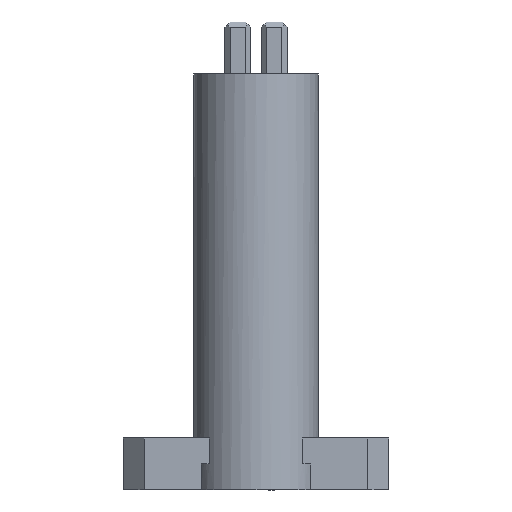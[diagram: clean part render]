
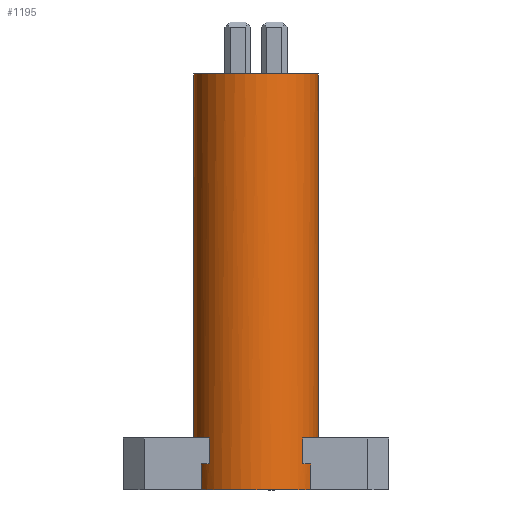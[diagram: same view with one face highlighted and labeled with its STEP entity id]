
A CAD part, left-side view. The second image highlights one B-rep face of the part: STEP entity #1195.
In plain terms, the highlighted cylindrical face has radius 12 mm (diameter 24 mm), a partial arc.
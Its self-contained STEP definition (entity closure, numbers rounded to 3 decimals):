
#1011=AXIS2_PLACEMENT_3D('Circle Axis2P3D',#1009,#1010,$) ;
#1141=AXIS2_PLACEMENT_3D('Cylinder Axis2P3D',#1138,#1139,#1140) ;
#1145=AXIS2_PLACEMENT_3D('Circle Axis2P3D',#1143,#1144,$) ;
#1166=AXIS2_PLACEMENT_3D('Circle Axis2P3D',#1164,#1165,$) ;
#931=CARTESIAN_POINT('Vertex',(-7.937,9.,-70.)) ;
#935=CARTESIAN_POINT('Control Point',(0.,12.,-70.)) ;
#936=CARTESIAN_POINT('Control Point',(-1.188,12.,-70.)) ;
#937=CARTESIAN_POINT('Control Point',(-2.376,11.853,-70.)) ;
#938=CARTESIAN_POINT('Control Point',(-3.54,11.559,-70.)) ;
#939=CARTESIAN_POINT('Control Point',(-5.168,10.924,-70.)) ;
#940=CARTESIAN_POINT('Control Point',(-6.647,10.013,-70.)) ;
#941=CARTESIAN_POINT('Control Point',(-7.097,9.7,-70.)) ;
#942=CARTESIAN_POINT('Control Point',(-7.527,9.362,-70.)) ;
#943=CARTESIAN_POINT('Control Point',(-7.937,9.,-70.)) ;
#944=CARTESIAN_POINT('Vertex',(0.,12.,-70.)) ;
#969=CARTESIAN_POINT('Line Origine',(-7.937,9.,-72.5)) ;
#973=CARTESIAN_POINT('Vertex',(-7.937,9.,-75.)) ;
#1006=CARTESIAN_POINT('Vertex',(-5.809,10.5,-75.)) ;
#1009=CARTESIAN_POINT('Axis2P3D Location',(0.,0.,-75.)) ;
#1038=CARTESIAN_POINT('Vertex',(-5.809,-10.5,-75.)) ;
#1054=CARTESIAN_POINT('Vertex',(-7.937,-9.,-75.)) ;
#1058=CARTESIAN_POINT('Control Point',(-5.809,-10.5,-75.)) ;
#1059=CARTESIAN_POINT('Control Point',(-6.266,-10.247,-75.)) ;
#1060=CARTESIAN_POINT('Control Point',(-6.709,-9.97,-75.)) ;
#1061=CARTESIAN_POINT('Control Point',(-7.136,-9.669,-75.)) ;
#1062=CARTESIAN_POINT('Control Point',(-7.546,-9.345,-75.)) ;
#1063=CARTESIAN_POINT('Control Point',(-7.937,-9.,-75.)) ;
#1088=CARTESIAN_POINT('Vertex',(-7.937,-9.,-70.)) ;
#1091=CARTESIAN_POINT('Line Origine',(-7.937,-9.,-72.5)) ;
#1118=CARTESIAN_POINT('Vertex',(0.,-12.,-70.)) ;
#1122=CARTESIAN_POINT('Control Point',(-7.937,-9.,-70.)) ;
#1123=CARTESIAN_POINT('Control Point',(-7.046,-9.786,-70.)) ;
#1124=CARTESIAN_POINT('Control Point',(-6.058,-10.461,-70.)) ;
#1125=CARTESIAN_POINT('Control Point',(-4.991,-11.01,-70.)) ;
#1126=CARTESIAN_POINT('Control Point',(-3.35,-11.611,-70.)) ;
#1127=CARTESIAN_POINT('Control Point',(-1.638,-11.907,-70.)) ;
#1128=CARTESIAN_POINT('Control Point',(-1.093,-11.969,-70.)) ;
#1129=CARTESIAN_POINT('Control Point',(-0.547,-12.,-70.)) ;
#1130=CARTESIAN_POINT('Control Point',(0.,-12.,-70.)) ;
#1138=CARTESIAN_POINT('Axis2P3D Location',(0.,0.,0.)) ;
#1143=CARTESIAN_POINT('Axis2P3D Location',(0.,0.,0.)) ;
#1147=CARTESIAN_POINT('Vertex',(0.,-12.,0.)) ;
#1149=CARTESIAN_POINT('Vertex',(0.,12.,0.)) ;
#1152=CARTESIAN_POINT('Line Origine',(0.,12.,0.)) ;
#1157=CARTESIAN_POINT('Line Origine',(-5.809,10.5,0.)) ;
#1161=CARTESIAN_POINT('Vertex',(-5.809,10.5,-80.)) ;
#1164=CARTESIAN_POINT('Axis2P3D Location',(0.,0.,-80.)) ;
#1168=CARTESIAN_POINT('Vertex',(-5.809,-10.5,-80.)) ;
#1171=CARTESIAN_POINT('Line Origine',(-5.809,-10.5,0.)) ;
#1176=CARTESIAN_POINT('Line Origine',(0.,-12.,0.)) ;
#970=DIRECTION('Vector Direction',(0.,0.,1.)) ;
#1010=DIRECTION('Axis2P3D Direction',(0.,0.,1.)) ;
#1092=DIRECTION('Vector Direction',(0.,0.,1.)) ;
#1139=DIRECTION('Axis2P3D Direction',(-0.,0.,-1.)) ;
#1140=DIRECTION('Axis2P3D XDirection',(0.,-1.,0.)) ;
#1144=DIRECTION('Axis2P3D Direction',(-0.,0.,-1.)) ;
#1153=DIRECTION('Vector Direction',(0.,0.,-1.)) ;
#1158=DIRECTION('Vector Direction',(0.,0.,-1.)) ;
#1165=DIRECTION('Axis2P3D Direction',(-0.,0.,-1.)) ;
#1172=DIRECTION('Vector Direction',(0.,0.,-1.)) ;
#1177=DIRECTION('Vector Direction',(0.,0.,-1.)) ;
#971=VECTOR('Line Direction',#970,1.) ;
#1093=VECTOR('Line Direction',#1092,1.) ;
#1154=VECTOR('Line Direction',#1153,1.) ;
#1159=VECTOR('Line Direction',#1158,1.) ;
#1173=VECTOR('Line Direction',#1172,1.) ;
#1178=VECTOR('Line Direction',#1177,1.) ;
#1182=ORIENTED_EDGE('',*,*,#1151,.T.) ;
#1183=ORIENTED_EDGE('',*,*,#1156,.T.) ;
#1184=ORIENTED_EDGE('',*,*,#946,.T.) ;
#1185=ORIENTED_EDGE('',*,*,#975,.F.) ;
#1186=ORIENTED_EDGE('',*,*,#1013,.F.) ;
#1187=ORIENTED_EDGE('',*,*,#1163,.F.) ;
#1188=ORIENTED_EDGE('',*,*,#1170,.F.) ;
#1189=ORIENTED_EDGE('',*,*,#1175,.T.) ;
#1190=ORIENTED_EDGE('',*,*,#1064,.T.) ;
#1191=ORIENTED_EDGE('',*,*,#1095,.T.) ;
#1192=ORIENTED_EDGE('',*,*,#1131,.T.) ;
#1193=ORIENTED_EDGE('',*,*,#1180,.F.) ;
#1195=ADVANCED_FACE('01_STR01_\X2\4E38578B30C130E530FC30EA30C330D730593063307D3093672C4F53\X0\',(#1194),#1142,.T.) ;
#934=B_SPLINE_CURVE_WITH_KNOTS('',5,(#935,#936,#937,#938,#939,#940,#941,#942,#943),.UNSPECIFIED.,.F.,.U.,(6,3,6),(0.,8.4,12.265),.UNSPECIFIED.) ;
#1057=B_SPLINE_CURVE_WITH_KNOTS('',5,(#1058,#1059,#1060,#1061,#1062,#1063),.UNSPECIFIED.,.F.,.U.,(6,6),(0.,3.689),.UNSPECIFIED.) ;
#1121=B_SPLINE_CURVE_WITH_KNOTS('',5,(#1122,#1123,#1124,#1125,#1126,#1127,#1128,#1129,#1130),.UNSPECIFIED.,.F.,.U.,(6,3,6),(0.,8.4,12.265),.UNSPECIFIED.) ;
#1012=CIRCLE('generated circle',#1011,12.) ;
#1146=CIRCLE('generated circle',#1145,12.) ;
#1167=CIRCLE('generated circle',#1166,12.) ;
#1142=CYLINDRICAL_SURFACE('generated cylinder',#1141,12.) ;
#946=EDGE_CURVE('',#945,#932,#934,.T.) ;
#975=EDGE_CURVE('',#974,#932,#972,.T.) ;
#1013=EDGE_CURVE('',#1007,#974,#1012,.T.) ;
#1064=EDGE_CURVE('',#1039,#1055,#1057,.T.) ;
#1095=EDGE_CURVE('',#1055,#1089,#1094,.T.) ;
#1131=EDGE_CURVE('',#1089,#1119,#1121,.T.) ;
#1151=EDGE_CURVE('',#1148,#1150,#1146,.T.) ;
#1156=EDGE_CURVE('',#1150,#945,#1155,.T.) ;
#1163=EDGE_CURVE('',#1162,#1007,#1160,.F.) ;
#1170=EDGE_CURVE('',#1169,#1162,#1167,.T.) ;
#1175=EDGE_CURVE('',#1169,#1039,#1174,.F.) ;
#1180=EDGE_CURVE('',#1148,#1119,#1179,.T.) ;
#1181=EDGE_LOOP('',(#1182,#1183,#1184,#1185,#1186,#1187,#1188,#1189,#1190,#1191,#1192,#1193)) ;
#1194=FACE_OUTER_BOUND('',#1181,.T.) ;
#972=LINE('Line',#969,#971) ;
#1094=LINE('Line',#1091,#1093) ;
#1155=LINE('Line',#1152,#1154) ;
#1160=LINE('Line',#1157,#1159) ;
#1174=LINE('Line',#1171,#1173) ;
#1179=LINE('Line',#1176,#1178) ;
#932=VERTEX_POINT('',#931) ;
#945=VERTEX_POINT('',#944) ;
#974=VERTEX_POINT('',#973) ;
#1007=VERTEX_POINT('',#1006) ;
#1039=VERTEX_POINT('',#1038) ;
#1055=VERTEX_POINT('',#1054) ;
#1089=VERTEX_POINT('',#1088) ;
#1119=VERTEX_POINT('',#1118) ;
#1148=VERTEX_POINT('',#1147) ;
#1150=VERTEX_POINT('',#1149) ;
#1162=VERTEX_POINT('',#1161) ;
#1169=VERTEX_POINT('',#1168) ;
